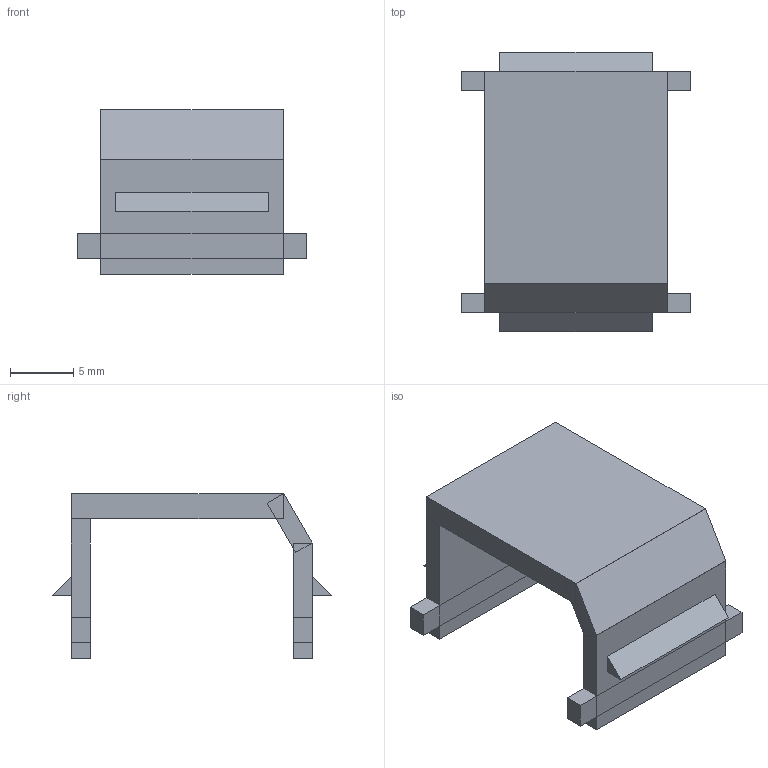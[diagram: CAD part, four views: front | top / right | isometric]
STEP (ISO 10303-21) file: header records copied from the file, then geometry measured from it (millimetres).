
FILE_DESCRIPTION(('FreeCAD Model'),'2;1');
FILE_NAME('Open CASCADE Shape Model','2024-04-29T00:36:51',('Author'),( ''),'Open CASCADE STEP processor 7.5','FreeCAD','Unknown');
FILE_SCHEMA(('AUTOMOTIVE_DESIGN { 1 0 10303 214 1 1 1 1 }'));
Length unit declared in the file: millimetre
Products named in the file (9): Group003; Face; Shoulder; Leg001; Leg002; Foot001; Foot002; Catch001; Catch002
Assembly tree (8 placements, depth 2):
  Group003
    Face
    Shoulder
    Leg001
    Leg002
    Foot001
    Foot002
    Catch001
    Catch002
Bounding box: 18 x 22 x 13 mm (x, y, z)
Volume: 1147.3 mm3; surface area: 1908.7 mm2
Topology: 8 solids, 8 shells, 46 faces, 90 edges, 60 vertices
Faces by surface type: plane 46
Entity records: 1376 total; most frequent: CARTESIAN_POINT 205, DIRECTION 200, ORIENTED_EDGE 180, EDGE_CURVE 90, LINE 90, VECTOR 90, VERTEX_POINT 60, AXIS2_PLACEMENT_3D 55
